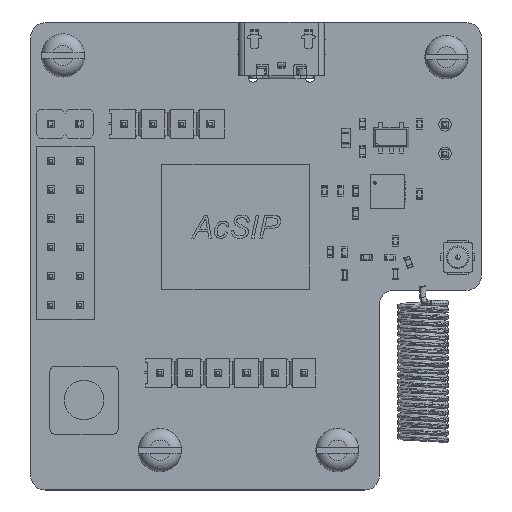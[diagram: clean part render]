
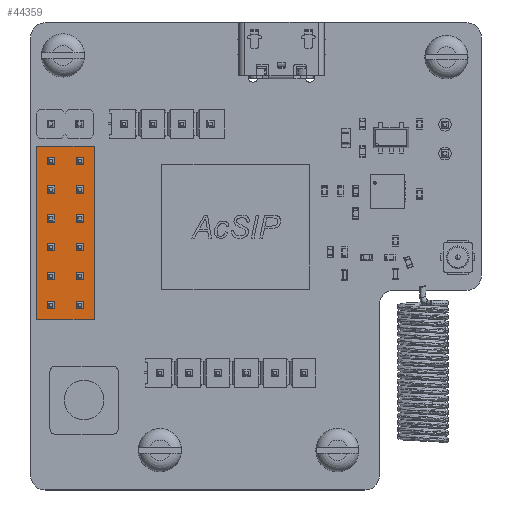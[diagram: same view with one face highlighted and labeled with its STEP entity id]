
A CAD part, top view. The second image highlights one B-rep face of the part: STEP entity #44359.
In plain terms, the highlighted planar face has unit normal (0, 0, 1).
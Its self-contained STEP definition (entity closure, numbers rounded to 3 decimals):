
#44250 = VERTEX_POINT('',#44251);
#44251 = CARTESIAN_POINT('',(13.97,3.81,2.54));
#44257 = EDGE_CURVE('',#44258,#44250,#44260,.T.);
#44258 = VERTEX_POINT('',#44259);
#44259 = CARTESIAN_POINT('',(13.97,-1.27,2.54));
#44260 = LINE('',#44261,#44262);
#44261 = CARTESIAN_POINT('',(13.97,-1.27,2.54));
#44262 = VECTOR('',#44263,1.);
#44263 = DIRECTION('',(0.,1.,0.));
#44288 = VERTEX_POINT('',#44289);
#44289 = CARTESIAN_POINT('',(-1.27,3.81,2.54));
#44295 = EDGE_CURVE('',#44250,#44288,#44296,.T.);
#44296 = LINE('',#44297,#44298);
#44297 = CARTESIAN_POINT('',(-1.27,3.81,2.54));
#44298 = VECTOR('',#44299,1.);
#44299 = DIRECTION('',(-1.,0.,0.));
#44319 = VERTEX_POINT('',#44320);
#44320 = CARTESIAN_POINT('',(-1.27,-1.27,2.54));
#44326 = EDGE_CURVE('',#44288,#44319,#44327,.T.);
#44327 = LINE('',#44328,#44329);
#44328 = CARTESIAN_POINT('',(-1.27,-1.27,2.54));
#44329 = VECTOR('',#44330,1.);
#44330 = DIRECTION('',(0.,-1.,0.));
#44348 = EDGE_CURVE('',#44319,#44258,#44349,.T.);
#44349 = LINE('',#44350,#44351);
#44350 = CARTESIAN_POINT('',(-1.27,-1.27,2.54));
#44351 = VECTOR('',#44352,1.);
#44352 = DIRECTION('',(1.,0.,0.));
#44359 = ADVANCED_FACE('',(#44360),#44366,.F.);
#44360 = FACE_BOUND('',#44361,.T.);
#44361 = EDGE_LOOP('',(#44362,#44363,#44364,#44365));
#44362 = ORIENTED_EDGE('',*,*,#44257,.T.);
#44363 = ORIENTED_EDGE('',*,*,#44295,.T.);
#44364 = ORIENTED_EDGE('',*,*,#44326,.T.);
#44365 = ORIENTED_EDGE('',*,*,#44348,.T.);
#44366 = PLANE('',#44367);
#44367 = AXIS2_PLACEMENT_3D('',#44368,#44369,#44370);
#44368 = CARTESIAN_POINT('',(6.35,1.27,2.54));
#44369 = DIRECTION('',(0.,0.,-1.));
#44370 = DIRECTION('',(0.,1.,0.));
